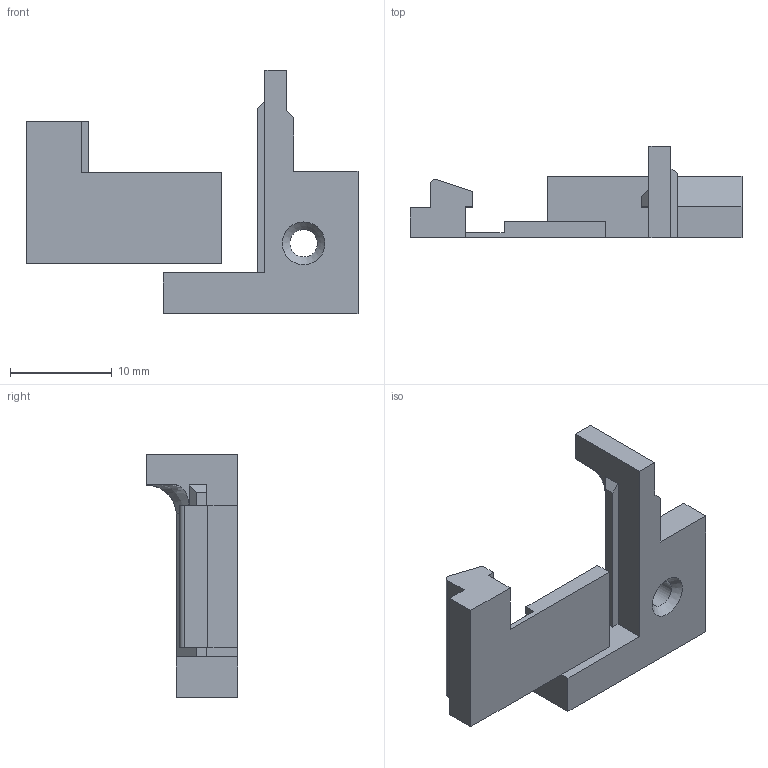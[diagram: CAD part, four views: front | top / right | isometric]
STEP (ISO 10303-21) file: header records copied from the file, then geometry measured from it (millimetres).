
FILE_DESCRIPTION(/* description */ (''),/* implementation_level */ '2;1');
FILE_NAME(/* name */ 'controller holder wireless v33.step',/* time_stamp */ '2024-10-27T14:55:15+02:00',/* author */ (''),/* organization */ (''),/* preprocessor_version */ 'ST-DEVELOPER v20',/* originating_system */ 'Autodesk Translation Framework v13.20.0.188',/* authorisation */ '');
FILE_SCHEMA (('AUTOMOTIVE_DESIGN { 1 0 10303 214 3 1 1 }'));
Length unit declared in the file: millimetre
Products named in the file (1): controller holder wireless
Bounding box: 32.65 x 9 x 23.9 mm (x, y, z)
Volume: 1627.8 mm3; surface area: 1689.2 mm2
Topology: 2 solids, 2 shells, 97 faces, 261 edges, 174 vertices
Faces by surface type: plane 66, bspline 27, cylinder 3, cone 1
Full cylindrical faces by diameter (mm): 2.7 x1
Entity records: 3339 total; most frequent: CARTESIAN_POINT 1045, ORIENTED_EDGE 522, DIRECTION 356, EDGE_CURVE 261, LINE 196, VECTOR 196, VERTEX_POINT 174, EDGE_LOOP 105
